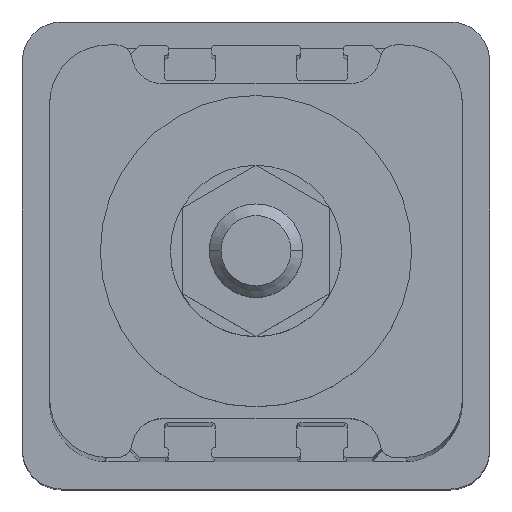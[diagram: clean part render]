
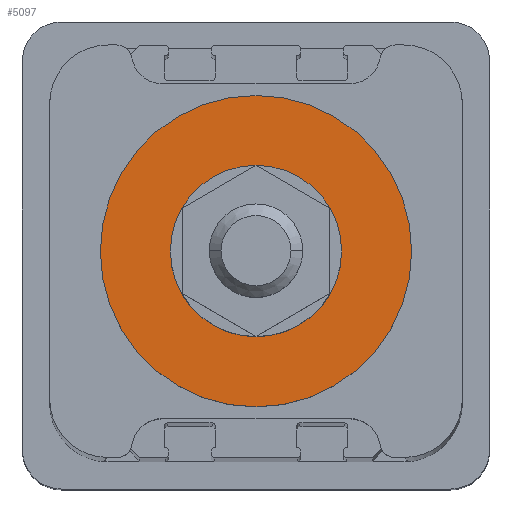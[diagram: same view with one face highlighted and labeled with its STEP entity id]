
A CAD part, top view. The second image highlights one B-rep face of the part: STEP entity #5097.
In plain terms, the highlighted planar face has unit normal (0, 0, 1).
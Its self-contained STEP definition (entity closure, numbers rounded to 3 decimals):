
#10 = DIRECTION ( 'NONE',  ( 1., 0., 0. ) ) ;
#53 = DIRECTION ( 'NONE',  ( 0., 0., 1. ) ) ;
#70 = CARTESIAN_POINT ( 'NONE',  ( -11., 0., 300. ) ) ;
#95 = ORIENTED_EDGE ( 'NONE', *, *, #4454, .T. ) ;
#243 = FACE_OUTER_BOUND ( 'NONE', #4720, .T. ) ;
#430 = DIRECTION ( 'NONE',  ( 0., 0., 1. ) ) ;
#647 = CIRCLE ( 'NONE', #4599, 11. ) ;
#762 = CARTESIAN_POINT ( 'NONE',  ( 0., 0., 300. ) ) ;
#858 = VERTEX_POINT ( 'NONE', #70 ) ;
#1095 = EDGE_LOOP ( 'NONE', ( #1102, #5402 ) ) ;
#1102 = ORIENTED_EDGE ( 'NONE', *, *, #5011, .F. ) ;
#1161 = AXIS2_PLACEMENT_3D ( 'NONE', #2394, #2855, #10 ) ;
#1231 = FACE_BOUND ( 'NONE', #1095, .T. ) ;
#1258 = DIRECTION ( 'NONE',  ( 1., 0., 0. ) ) ;
#1404 = DIRECTION ( 'NONE',  ( 0., 0., 1. ) ) ;
#1823 = CIRCLE ( 'NONE', #5380, 11. ) ;
#1944 = AXIS2_PLACEMENT_3D ( 'NONE', #762, #4048, #1258 ) ;
#1954 = CIRCLE ( 'NONE', #1944, 20. ) ;
#2394 = CARTESIAN_POINT ( 'NONE',  ( 0., 0., 300. ) ) ;
#2588 = ORIENTED_EDGE ( 'NONE', *, *, #4197, .T. ) ;
#2608 = VERTEX_POINT ( 'NONE', #4392 ) ;
#2855 = DIRECTION ( 'NONE',  ( 0., 0., 1. ) ) ;
#2886 = CARTESIAN_POINT ( 'NONE',  ( 0., 0., 300. ) ) ;
#3006 = CARTESIAN_POINT ( 'NONE',  ( 20., 0., 300. ) ) ;
#3115 = CIRCLE ( 'NONE', #4021, 20. ) ;
#3137 = CARTESIAN_POINT ( 'NONE',  ( 11., 0., 300. ) ) ;
#3267 = CARTESIAN_POINT ( 'NONE',  ( 0., 0., 300. ) ) ;
#3291 = EDGE_CURVE ( 'NONE', #6025, #858, #647, .T. ) ;
#3358 = DIRECTION ( 'NONE',  ( 1., 0., 0. ) ) ;
#3751 = DIRECTION ( 'NONE',  ( 1., 0., 0. ) ) ;
#4021 = AXIS2_PLACEMENT_3D ( 'NONE', #2886, #53, #3358 ) ;
#4048 = DIRECTION ( 'NONE',  ( 0., 0., 1. ) ) ;
#4197 = EDGE_CURVE ( 'NONE', #4681, #2608, #1954, .T. ) ;
#4207 = CARTESIAN_POINT ( 'NONE',  ( 0., 0., 300. ) ) ;
#4392 = CARTESIAN_POINT ( 'NONE',  ( -20., 0., 300. ) ) ;
#4454 = EDGE_CURVE ( 'NONE', #2608, #4681, #3115, .T. ) ;
#4599 = AXIS2_PLACEMENT_3D ( 'NONE', #3267, #430, #3751 ) ;
#4675 = DIRECTION ( 'NONE',  ( 1., 0., 0. ) ) ;
#4681 = VERTEX_POINT ( 'NONE', #3006 ) ;
#4720 = EDGE_LOOP ( 'NONE', ( #95, #2588 ) ) ;
#5011 = EDGE_CURVE ( 'NONE', #858, #6025, #1823, .T. ) ;
#5097 = ADVANCED_FACE ( 'NONE', ( #1231, #243 ), #5203, .T. ) ;
#5203 = PLANE ( 'NONE',  #1161 ) ;
#5380 = AXIS2_PLACEMENT_3D ( 'NONE', #4207, #1404, #4675 ) ;
#5402 = ORIENTED_EDGE ( 'NONE', *, *, #3291, .F. ) ;
#6025 = VERTEX_POINT ( 'NONE', #3137 ) ;
